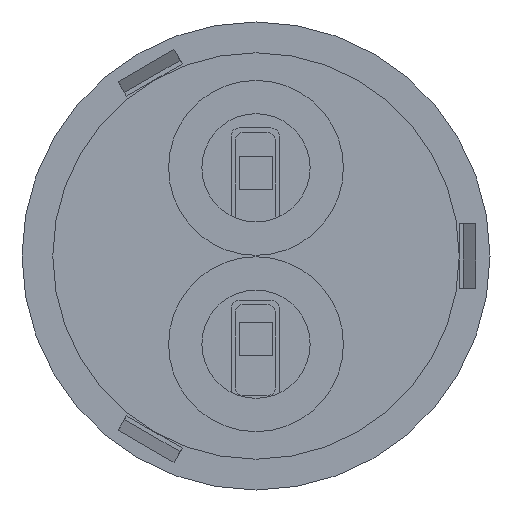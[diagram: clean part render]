
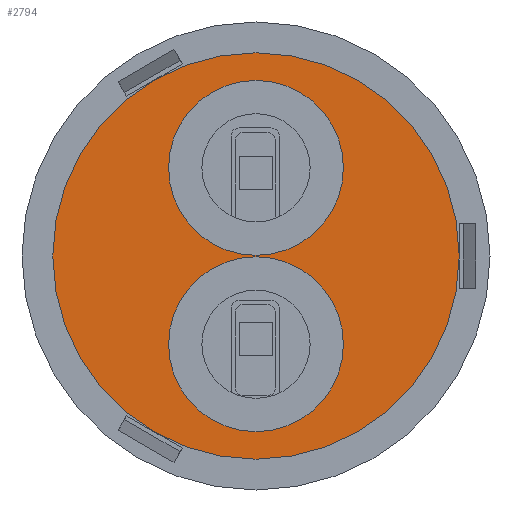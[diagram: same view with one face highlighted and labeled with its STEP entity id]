
A CAD part, front view. The second image highlights one B-rep face of the part: STEP entity #2794.
In plain terms, the highlighted planar face has unit normal (0, -1, 0).
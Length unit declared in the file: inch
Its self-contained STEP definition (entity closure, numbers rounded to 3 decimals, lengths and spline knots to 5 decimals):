
#29 = VERTEX_POINT ( 'NONE', #1288 ) ;
#56 = CIRCLE ( 'NONE', #2619, 0.0525 ) ;
#210 = EDGE_CURVE ( 'NONE', #1447, #2677, #1432, .T. ) ;
#264 = CARTESIAN_POINT ( 'NONE',  ( 0., -0.438, -0.05298 ) ) ;
#268 = FACE_OUTER_BOUND ( 'NONE', #2091, .T. ) ;
#272 = DIRECTION ( 'NONE',  ( 0., 1., 0. ) ) ;
#277 = DIRECTION ( 'NONE',  ( 0., 0., 1. ) ) ;
#347 = DIRECTION ( 'NONE',  ( 0., 0., 1. ) ) ;
#410 = CARTESIAN_POINT ( 'NONE',  ( 0., -0.438, 0.05293 ) ) ;
#673 = CARTESIAN_POINT ( 'NONE',  ( 0., -0.438, -0.00048 ) ) ;
#704 = ORIENTED_EDGE ( 'NONE', *, *, #2573, .T. ) ;
#746 = VERTEX_POINT ( 'NONE', #673 ) ;
#780 = AXIS2_PLACEMENT_3D ( 'NONE', #2598, #2538, #2706 ) ;
#811 = DIRECTION ( 'NONE',  ( 0., 0., 1. ) ) ;
#891 = AXIS2_PLACEMENT_3D ( 'NONE', #1424, #1630, #347 ) ;
#945 = ORIENTED_EDGE ( 'NONE', *, *, #210, .F. ) ;
#1077 = EDGE_LOOP ( 'NONE', ( #1555, #2323 ) ) ;
#1128 = FACE_BOUND ( 'NONE', #1077, .T. ) ;
#1153 = CIRCLE ( 'NONE', #2689, 0.0525 ) ;
#1189 = EDGE_CURVE ( 'NONE', #1547, #2842, #2142, .T. ) ;
#1208 = ORIENTED_EDGE ( 'NONE', *, *, #2771, .F. ) ;
#1270 = DIRECTION ( 'NONE',  ( 0., 0., 1. ) ) ;
#1288 = CARTESIAN_POINT ( 'NONE',  ( 0., -0.438, -0.10548 ) ) ;
#1294 = DIRECTION ( 'NONE',  ( 0., 1., 0. ) ) ;
#1367 = CARTESIAN_POINT ( 'NONE',  ( 0., -0.438, 0. ) ) ;
#1376 = DIRECTION ( 'NONE',  ( 0., 1., 0. ) ) ;
#1386 = DIRECTION ( 'NONE',  ( 0., 0., 1. ) ) ;
#1420 = CARTESIAN_POINT ( 'NONE',  ( 0., -0.438, -0.05298 ) ) ;
#1424 = CARTESIAN_POINT ( 'NONE',  ( 0., -0.438, 0.05293 ) ) ;
#1432 = CIRCLE ( 'NONE', #780, 0.122 ) ;
#1447 = VERTEX_POINT ( 'NONE', #1697 ) ;
#1458 = DIRECTION ( 'NONE',  ( 0., -1., 0. ) ) ;
#1481 = EDGE_CURVE ( 'NONE', #746, #29, #56, .T. ) ;
#1515 = CARTESIAN_POINT ( 'NONE',  ( 0., -0.438, 0. ) ) ;
#1547 = VERTEX_POINT ( 'NONE', #1971 ) ;
#1554 = PLANE ( 'NONE',  #2489 ) ;
#1555 = ORIENTED_EDGE ( 'NONE', *, *, #1724, .T. ) ;
#1583 = AXIS2_PLACEMENT_3D ( 'NONE', #1367, #1376, #1386 ) ;
#1584 = CARTESIAN_POINT ( 'NONE',  ( 0., -0.438, -0.122 ) ) ;
#1630 = DIRECTION ( 'NONE',  ( 0., 1., 0. ) ) ;
#1697 = CARTESIAN_POINT ( 'NONE',  ( 0., -0.438, 0.122 ) ) ;
#1724 = EDGE_CURVE ( 'NONE', #2842, #1547, #1788, .T. ) ;
#1788 = CIRCLE ( 'NONE', #891, 0.0525 ) ;
#1919 = DIRECTION ( 'NONE',  ( 0., 0., -1. ) ) ;
#1971 = CARTESIAN_POINT ( 'NONE',  ( 0., -0.438, 0.00043 ) ) ;
#1989 = CIRCLE ( 'NONE', #1583, 0.122 ) ;
#1996 = ORIENTED_EDGE ( 'NONE', *, *, #1481, .T. ) ;
#2091 = EDGE_LOOP ( 'NONE', ( #945, #1208 ) ) ;
#2142 = CIRCLE ( 'NONE', #2224, 0.0525 ) ;
#2214 = CARTESIAN_POINT ( 'NONE',  ( 0., -0.438, 0.10543 ) ) ;
#2224 = AXIS2_PLACEMENT_3D ( 'NONE', #410, #2297, #811 ) ;
#2256 = FACE_BOUND ( 'NONE', #2704, .T. ) ;
#2297 = DIRECTION ( 'NONE',  ( 0., 1., 0. ) ) ;
#2323 = ORIENTED_EDGE ( 'NONE', *, *, #1189, .T. ) ;
#2489 = AXIS2_PLACEMENT_3D ( 'NONE', #1515, #1458, #1919 ) ;
#2538 = DIRECTION ( 'NONE',  ( 0., 1., 0. ) ) ;
#2573 = EDGE_CURVE ( 'NONE', #29, #746, #1153, .T. ) ;
#2598 = CARTESIAN_POINT ( 'NONE',  ( 0., -0.438, 0. ) ) ;
#2619 = AXIS2_PLACEMENT_3D ( 'NONE', #1420, #1294, #1270 ) ;
#2677 = VERTEX_POINT ( 'NONE', #1584 ) ;
#2689 = AXIS2_PLACEMENT_3D ( 'NONE', #264, #272, #277 ) ;
#2704 = EDGE_LOOP ( 'NONE', ( #1996, #704 ) ) ;
#2706 = DIRECTION ( 'NONE',  ( 0., 0., 1. ) ) ;
#2771 = EDGE_CURVE ( 'NONE', #2677, #1447, #1989, .T. ) ;
#2794 = ADVANCED_FACE ( 'NONE', ( #2256, #268, #1128 ), #1554, .T. ) ;
#2842 = VERTEX_POINT ( 'NONE', #2214 ) ;
